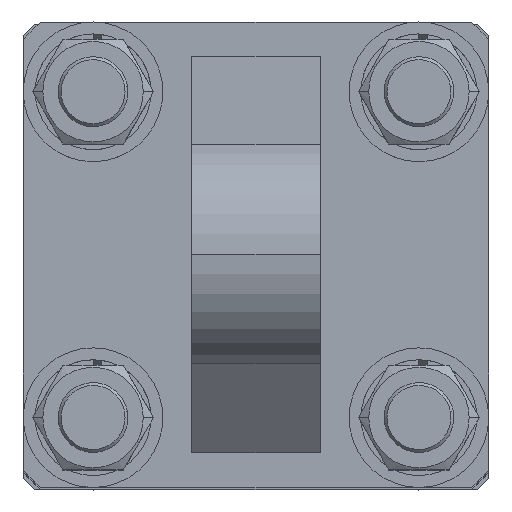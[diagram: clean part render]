
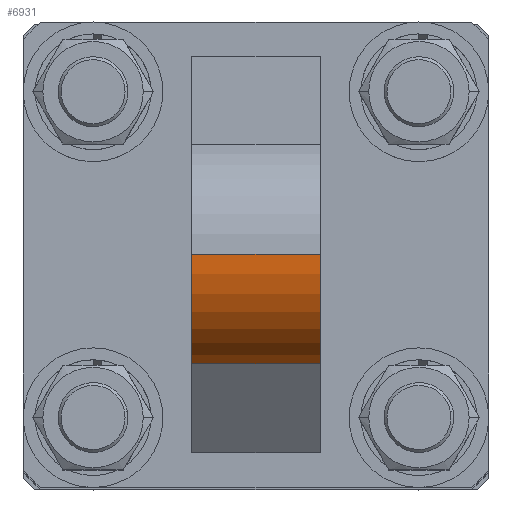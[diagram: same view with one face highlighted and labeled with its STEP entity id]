
A CAD part, top view. The second image highlights one B-rep face of the part: STEP entity #6931.
In plain terms, the highlighted cylindrical face has radius 20 mm (diameter 40 mm), a partial arc.
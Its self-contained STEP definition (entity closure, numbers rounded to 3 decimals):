
#1333 = DIRECTION ( 'NONE',  ( -1., 0., 0. ) ) ;
#1337 = CARTESIAN_POINT ( 'NONE',  ( 11., 0., 70. ) ) ;
#1338 = CARTESIAN_POINT ( 'NONE',  ( -11., 0., 50. ) ) ;
#1339 = DIRECTION ( 'NONE',  ( 1., 0., 0. ) ) ;
#1340 = DIRECTION ( 'NONE',  ( 0., 0., -1. ) ) ;
#3207 = VECTOR ( 'NONE', #1333, 1000. ) ;
#3220 = CYLINDRICAL_SURFACE ( 'NONE', #5657, 20. ) ;
#3230 = FACE_OUTER_BOUND ( 'NONE', #6498, .T. ) ;
#3321 = VECTOR ( 'NONE', #3986, 1000. ) ;
#3325 = LINE ( 'NONE', #3981, #3321 ) ;
#3326 = CIRCLE ( 'NONE', #5901, 20. ) ;
#3981 = CARTESIAN_POINT ( 'NONE',  ( 11., -18.794, 56.84 ) ) ;
#3983 = CARTESIAN_POINT ( 'NONE',  ( 11., 0., 50. ) ) ;
#3984 = DIRECTION ( 'NONE',  ( 1., 0., 0. ) ) ;
#3985 = DIRECTION ( 'NONE',  ( 0., 0., -1. ) ) ;
#3986 = DIRECTION ( 'NONE',  ( -1., 0., 0. ) ) ;
#4197 = CIRCLE ( 'NONE', #5643, 20. ) ;
#5613 = LINE ( 'NONE', #1337, #3207 ) ;
#5643 = AXIS2_PLACEMENT_3D ( 'NONE', #1338, #1339, #1340 ) ;
#5657 = AXIS2_PLACEMENT_3D ( 'NONE', #8260, #8258, #8256 ) ;
#5901 = AXIS2_PLACEMENT_3D ( 'NONE', #3983, #3984, #3985 ) ;
#6073 = EDGE_CURVE ( 'NONE', #6781, #6776, #3326, .T. ) ;
#6075 = EDGE_CURVE ( 'NONE', #6776, #6770, #3325, .T. ) ;
#6498 = EDGE_LOOP ( 'NONE', ( #6787, #6788, #6789, #6791 ) ) ;
#6770 = VERTEX_POINT ( 'NONE', #8180 ) ;
#6771 = VERTEX_POINT ( 'NONE', #8181 ) ;
#6776 = VERTEX_POINT ( 'NONE', #8186 ) ;
#6781 = VERTEX_POINT ( 'NONE', #8190 ) ;
#6787 = ORIENTED_EDGE ( 'NONE', *, *, #6073, .F. ) ;
#6788 = ORIENTED_EDGE ( 'NONE', *, *, #7447, .T. ) ;
#6789 = ORIENTED_EDGE ( 'NONE', *, *, #7446, .T. ) ;
#6791 = ORIENTED_EDGE ( 'NONE', *, *, #6075, .F. ) ;
#6931 = ADVANCED_FACE ( 'NONE', ( #3230 ), #3220, .T. ) ;
#7446 = EDGE_CURVE ( 'NONE', #6771, #6770, #4197, .T. ) ;
#7447 = EDGE_CURVE ( 'NONE', #6781, #6771, #5613, .T. ) ;
#8180 = CARTESIAN_POINT ( 'NONE',  ( -11., -18.794, 56.84 ) ) ;
#8181 = CARTESIAN_POINT ( 'NONE',  ( -11., 0., 70. ) ) ;
#8186 = CARTESIAN_POINT ( 'NONE',  ( 11., -18.794, 56.84 ) ) ;
#8190 = CARTESIAN_POINT ( 'NONE',  ( 11., 0., 70. ) ) ;
#8256 = DIRECTION ( 'NONE',  ( 0., 0., 1. ) ) ;
#8258 = DIRECTION ( 'NONE',  ( -1., 0., 0. ) ) ;
#8260 = CARTESIAN_POINT ( 'NONE',  ( 11., 0., 50. ) ) ;
